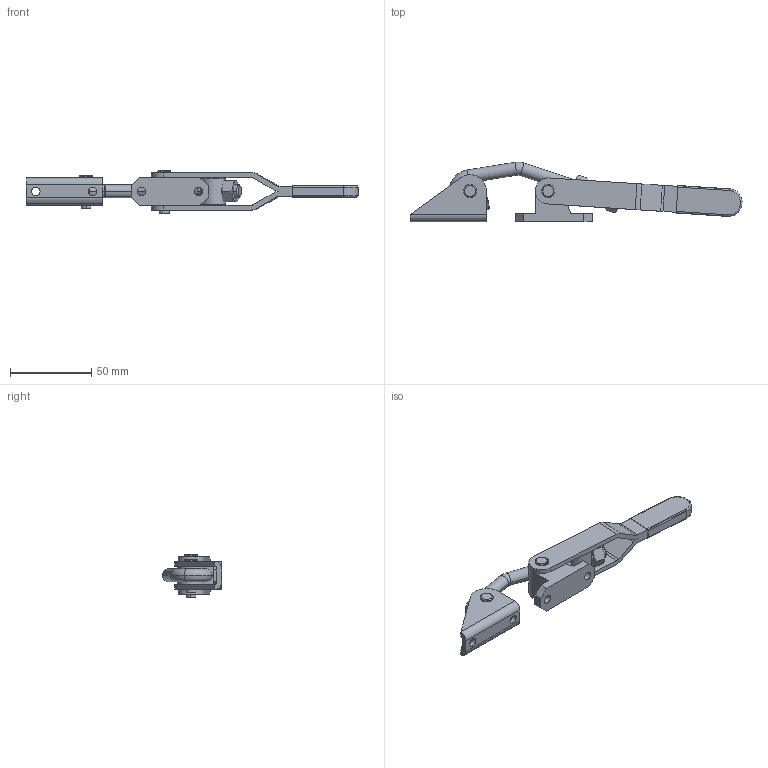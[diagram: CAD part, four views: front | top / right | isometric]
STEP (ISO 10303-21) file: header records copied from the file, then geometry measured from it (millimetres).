
FILE_DESCRIPTION((''),'2;1');
FILE_NAME('405B.stp','2005-09-01T11:43:14',('CAD'),(''),'Autodesk Inventor 8','Autodesk Inventor 8','');
FILE_SCHEMA(('AUTOMOTIVE_DESIGN { 1 0 10303 214 1 1 1 1 }'));
Length unit declared in the file: millimetre
Products named in the file (1): Part38
Bounding box: 204.32 x 36.75 x 26.2 mm (x, y, z)
Volume: 41254.1 mm3; surface area: 21367.4 mm2
Topology: 2 solids, 2 shells, 200 faces, 521 edges, 316 vertices
Faces by surface type: plane 64, cylinder 60, cone 48, bspline 16, torus 12
Entity records: 6535 total; most frequent: CARTESIAN_POINT 1654, DIRECTION 1050, ORIENTED_EDGE 1034, EDGE_CURVE 517, AXIS2_PLACEMENT_3D 413, VERTEX_POINT 316, VECTOR 224, LINE 224
